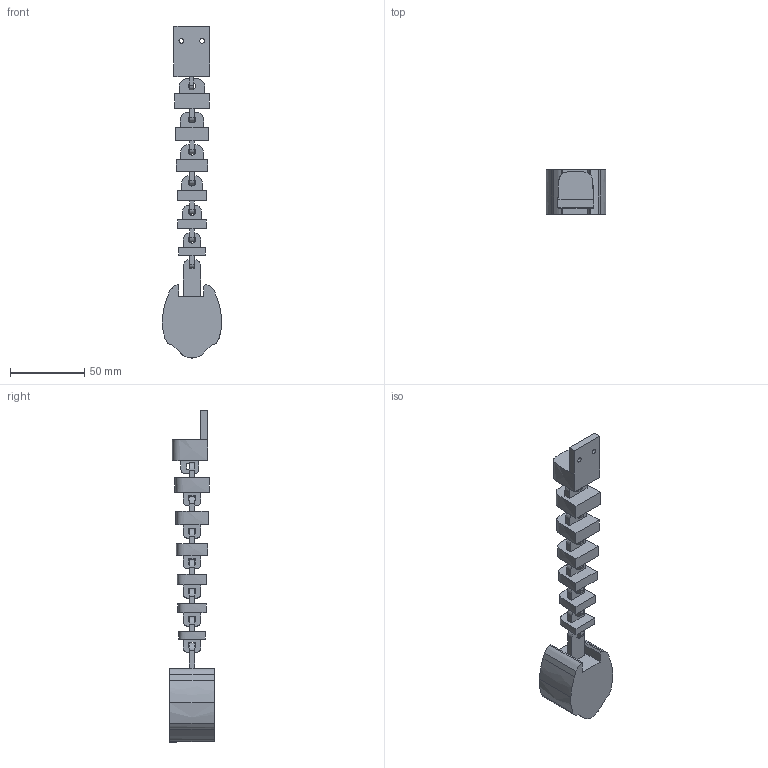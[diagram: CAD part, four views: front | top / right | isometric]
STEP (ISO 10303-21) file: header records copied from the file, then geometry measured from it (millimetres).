
FILE_DESCRIPTION(/* description */ (''),/* implementation_level */ '2;1');
FILE_NAME(/* name */ 'Tail.step',/* time_stamp */ '2024-05-19T23:57:57+07:00',/* author */ (''),/* organization */ (''),/* preprocessor_version */ 'ST-DEVELOPER v20',/* originating_system */ 'Autodesk Translation Framework v13.14.0.145',/* authorisation */ '');
FILE_SCHEMA (('AUTOMOTIVE_DESIGN { 1 0 10303 214 3 1 1 }'));
Length unit declared in the file: millimetre
Products named in the file (9): Test moreeeeeee; Test more3; Test more2; Test more1; Test more0; Test more5; Test more4; Test more0.1; Big
Assembly tree (8 placements, depth 2):
  Test moreeeeeee
    Test more3
    Test more2
    Test more1
    Test more0
    Test more5
    Test more4
    Test more0.1
    Big
Bounding box: 40 x 30 x 223.49 mm (x, y, z)
Volume: 78355.2 mm3; surface area: 24437.2 mm2
Topology: 8 solids, 8 shells, 200 faces, 508 edges, 338 vertices
Faces by surface type: plane 127, bspline 37, cylinder 36
Full cylindrical faces by diameter (mm): 3.2 x2, 5 x6
Entity records: 7137 total; most frequent: CARTESIAN_POINT 2263, ORIENTED_EDGE 1016, DIRECTION 865, EDGE_CURVE 508, LINE 361, VECTOR 361, VERTEX_POINT 338, AXIS2_PLACEMENT_3D 252
